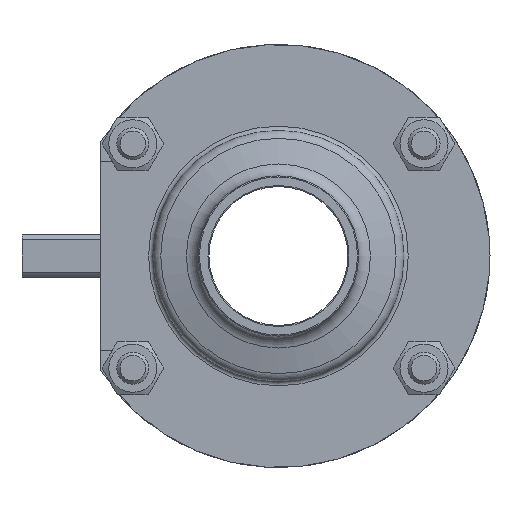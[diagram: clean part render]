
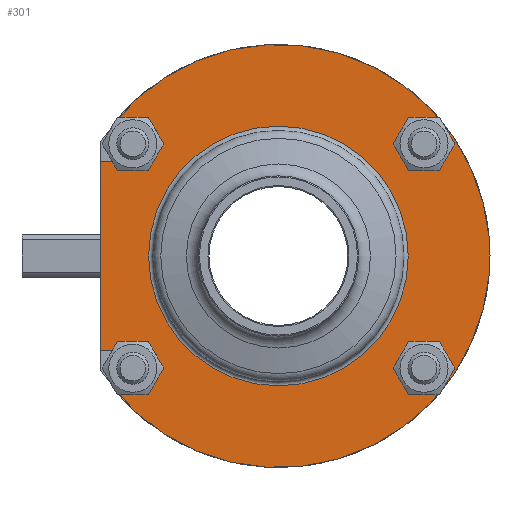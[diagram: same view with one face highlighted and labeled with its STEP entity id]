
A CAD part, left-side view. The second image highlights one B-rep face of the part: STEP entity #301.
In plain terms, the highlighted face is planar.
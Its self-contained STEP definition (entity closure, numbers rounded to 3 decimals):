
#301 = ADVANCED_FACE( '', ( #717, #718, #719, #720 ), #721, .T. );
#717 = FACE_OUTER_BOUND( '', #1401, .T. );
#718 = FACE_BOUND( '', #1402, .T. );
#719 = FACE_BOUND( '', #1403, .T. );
#720 = FACE_BOUND( '', #1404, .T. );
#721 = PLANE( '', #1405 );
#1401 = EDGE_LOOP( '', ( #2510, #2511, #2512, #2513, #2514, #2515, #2516, #2517 ) );
#1402 = EDGE_LOOP( '', ( #2518 ) );
#1403 = EDGE_LOOP( '', ( #2519 ) );
#1404 = EDGE_LOOP( '', ( #2520 ) );
#1405 = AXIS2_PLACEMENT_3D( '', #2521, #2522, #2523 );
#2510 = ORIENTED_EDGE( '', *, *, #3982, .F. );
#2511 = ORIENTED_EDGE( '', *, *, #3979, .F. );
#2512 = ORIENTED_EDGE( '', *, *, #3986, .F. );
#2513 = ORIENTED_EDGE( '', *, *, #3995, .F. );
#2514 = ORIENTED_EDGE( '', *, *, #3996, .T. );
#2515 = ORIENTED_EDGE( '', *, *, #3997, .F. );
#2516 = ORIENTED_EDGE( '', *, *, #3998, .F. );
#2517 = ORIENTED_EDGE( '', *, *, #3999, .F. );
#2518 = ORIENTED_EDGE( '', *, *, #4000, .F. );
#2519 = ORIENTED_EDGE( '', *, *, #4001, .F. );
#2520 = ORIENTED_EDGE( '', *, *, #4002, .F. );
#2521 = CARTESIAN_POINT( '', ( 8., 24.3, 0. ) );
#2522 = DIRECTION( '', ( 1., 0., 0. ) );
#2523 = DIRECTION( '', ( 0., 0., -1. ) );
#3979 = EDGE_CURVE( '', #4654, #4656, #4657, .T. );
#3982 = EDGE_CURVE( '', #4656, #4661, #4662, .T. );
#3986 = EDGE_CURVE( '', #4666, #4654, #4668, .T. );
#3995 = EDGE_CURVE( '', #4684, #4666, #4685, .T. );
#3996 = EDGE_CURVE( '', #4684, #4686, #4687, .T. );
#3997 = EDGE_CURVE( '', #4688, #4686, #4689, .T. );
#3998 = EDGE_CURVE( '', #4690, #4688, #4691, .T. );
#3999 = EDGE_CURVE( '', #4661, #4690, #4692, .T. );
#4000 = EDGE_CURVE( '', #4693, #4693, #4694, .T. );
#4001 = EDGE_CURVE( '', #4695, #4695, #4696, .T. );
#4002 = EDGE_CURVE( '', #4697, #4697, #4698, .T. );
#4654 = VERTEX_POINT( '', #5936 );
#4656 = VERTEX_POINT( '', #5939 );
#4657 = LINE( '', #5940, #5941 );
#4661 = VERTEX_POINT( '', #5947 );
#4662 = LINE( '', #5948, #5949 );
#4666 = VERTEX_POINT( '', #5954 );
#4668 = CIRCLE( '', #5957, 3.25 );
#4684 = VERTEX_POINT( '', #5976 );
#4685 = LINE( '', #5977, #5978 );
#4686 = VERTEX_POINT( '', #5979 );
#4687 = CIRCLE( '', #5980, 39.6 );
#4688 = VERTEX_POINT( '', #5981 );
#4689 = LINE( '', #5982, #5983 );
#4690 = VERTEX_POINT( '', #5984 );
#4691 = CIRCLE( '', #5985, 3.25 );
#4692 = LINE( '', #5986, #5987 );
#4693 = VERTEX_POINT( '', #5988 );
#4694 = CIRCLE( '', #5989, 3.25 );
#4695 = VERTEX_POINT( '', #5990 );
#4696 = CIRCLE( '', #5991, 3.25 );
#4697 = VERTEX_POINT( '', #5992 );
#4698 = CIRCLE( '', #5993, 24.3 );
#5936 = CARTESIAN_POINT( '', ( 8., 27.25, 17.75 ) );
#5939 = CARTESIAN_POINT( '', ( 8., 33.3, 17.75 ) );
#5940 = CARTESIAN_POINT( '', ( 8., 27.25, 17.75 ) );
#5941 = VECTOR( '', #7754, 1000. );
#5947 = CARTESIAN_POINT( '', ( 8., 33.3, -17.75 ) );
#5948 = CARTESIAN_POINT( '', ( 8., 33.3, 17.75 ) );
#5949 = VECTOR( '', #7757, 1000. );
#5954 = CARTESIAN_POINT( '', ( 8., 27.25, 24.25 ) );
#5957 = AXIS2_PLACEMENT_3D( '', #7763, #7764, #7765 );
#5976 = CARTESIAN_POINT( '', ( 8., 31.307, 24.25 ) );
#5977 = CARTESIAN_POINT( '', ( 8., 39.96, 24.25 ) );
#5978 = VECTOR( '', #7784, 1000. );
#5979 = CARTESIAN_POINT( '', ( 8., 31.307, -24.25 ) );
#5980 = AXIS2_PLACEMENT_3D( '', #7785, #7786, #7787 );
#5981 = CARTESIAN_POINT( '', ( 8., 27.25, -24.25 ) );
#5982 = CARTESIAN_POINT( '', ( 8., 27.25, -24.25 ) );
#5983 = VECTOR( '', #7788, 1000. );
#5984 = CARTESIAN_POINT( '', ( 8., 27.25, -17.75 ) );
#5985 = AXIS2_PLACEMENT_3D( '', #7789, #7790, #7791 );
#5986 = CARTESIAN_POINT( '', ( 8., 33.3, -17.75 ) );
#5987 = VECTOR( '', #7792, 1000. );
#5988 = CARTESIAN_POINT( '', ( 8., -27.25, 17.75 ) );
#5989 = AXIS2_PLACEMENT_3D( '', #7793, #7794, #7795 );
#5990 = CARTESIAN_POINT( '', ( 8., -27.25, -24.25 ) );
#5991 = AXIS2_PLACEMENT_3D( '', #7796, #7797, #7798 );
#5992 = CARTESIAN_POINT( '', ( 8., 0., -24.3 ) );
#5993 = AXIS2_PLACEMENT_3D( '', #7799, #7800, #7801 );
#7754 = DIRECTION( '', ( 0., 1., 0. ) );
#7757 = DIRECTION( '', ( 0., 0., -1. ) );
#7763 = CARTESIAN_POINT( '', ( 8., 27.25, 21. ) );
#7764 = DIRECTION( '', ( 1., 0., 0. ) );
#7765 = DIRECTION( '', ( 0., 0., -1. ) );
#7784 = DIRECTION( '', ( 0., -1., 0. ) );
#7785 = CARTESIAN_POINT( '', ( 8., 0., 0. ) );
#7786 = DIRECTION( '', ( 1., 0., 0. ) );
#7787 = DIRECTION( '', ( 0., 0., -1. ) );
#7788 = DIRECTION( '', ( 0., 1., 0. ) );
#7789 = CARTESIAN_POINT( '', ( 8., 27.25, -21. ) );
#7790 = DIRECTION( '', ( 1., 0., 0. ) );
#7791 = DIRECTION( '', ( 0., 0., -1. ) );
#7792 = DIRECTION( '', ( 0., -1., 0. ) );
#7793 = CARTESIAN_POINT( '', ( 8., -27.25, 21. ) );
#7794 = DIRECTION( '', ( 1., 0., 0. ) );
#7795 = DIRECTION( '', ( 0., 0., -1. ) );
#7796 = CARTESIAN_POINT( '', ( 8., -27.25, -21. ) );
#7797 = DIRECTION( '', ( 1., 0., 0. ) );
#7798 = DIRECTION( '', ( 0., 0., -1. ) );
#7799 = CARTESIAN_POINT( '', ( 8., 0., 0. ) );
#7800 = DIRECTION( '', ( 1., 0., 0. ) );
#7801 = DIRECTION( '', ( 0., 0., -1. ) );
